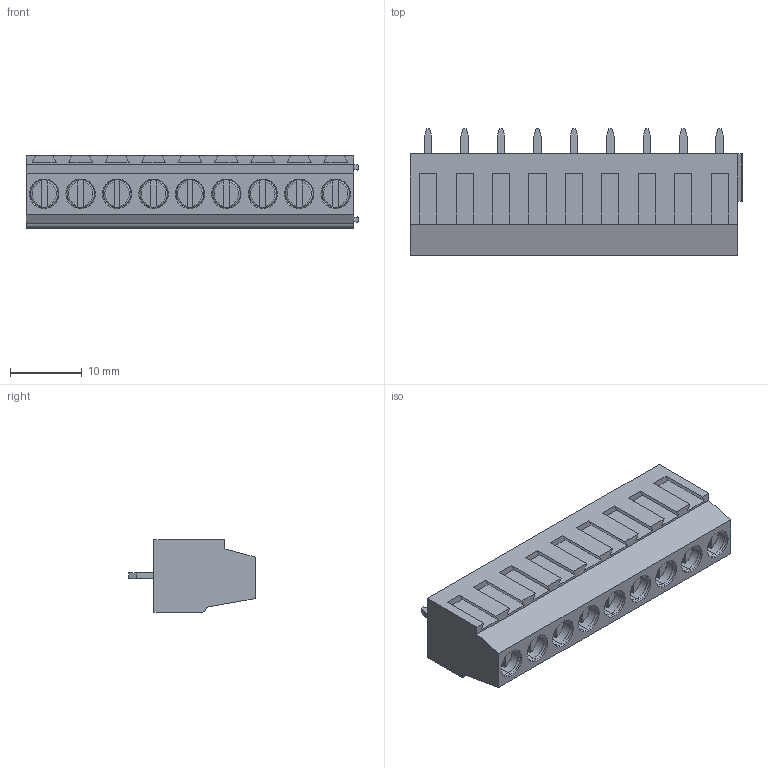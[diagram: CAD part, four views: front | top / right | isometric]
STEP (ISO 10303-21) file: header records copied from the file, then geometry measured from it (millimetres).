
FILE_DESCRIPTION((''),'2;1');
FILE_NAME('DB128L-508-2P','2022-06-03T',('86134'),(''),'PRO/ENGINEER BY PARAMETRIC TECHNOLOGY CORPORATION, 2010280','PRO/ENGINEER BY PARAMETRIC TECHNOLOGY CORPORATION, 2010280','');
FILE_SCHEMA(('CONFIG_CONTROL_DESIGN'));
Length unit declared in the file: millimetre
Products named in the file (1): DB128L-508-2P
Bounding box: 46.29 x 17.6 x 10.1 mm (x, y, z)
Volume: 5208.3 mm3; surface area: 3781.3 mm2
Topology: 1 solids, 37 shells, 716 faces, 1714 edges, 1121 vertices
Faces by surface type: plane 471, cylinder 129, torus 54, cone 36, bspline 18, extrusion 8
Entity records: 23446 total; most frequent: CARTESIAN_POINT 6832, ORIENTED_EDGE 3428, DIRECTION 3336, EDGE_CURVE 1714, AXIS2_PLACEMENT_3D 1123, VERTEX_POINT 1121, VECTOR 1090, LINE 1082
